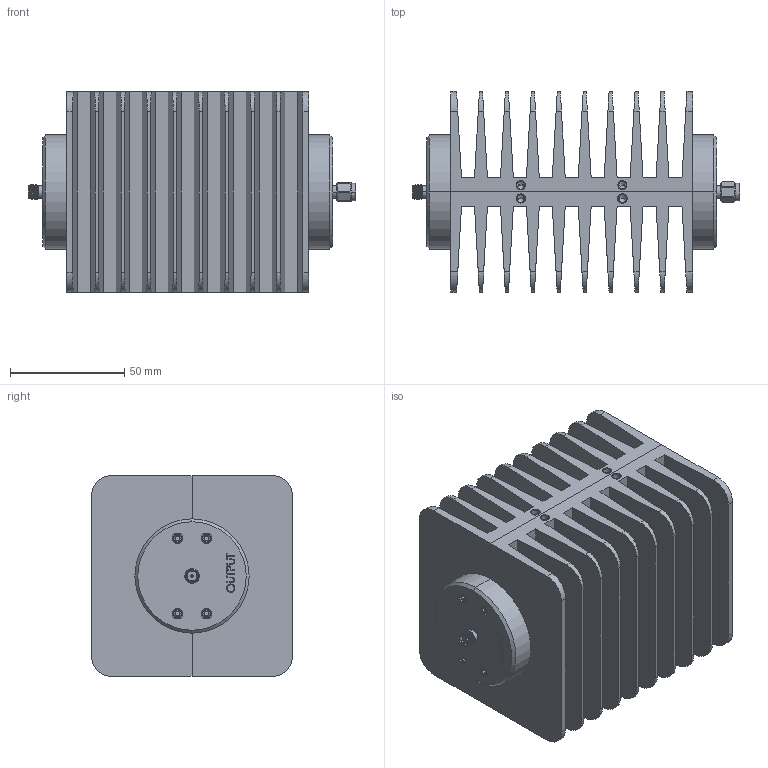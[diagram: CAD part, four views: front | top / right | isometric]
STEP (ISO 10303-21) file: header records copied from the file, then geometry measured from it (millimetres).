
FILE_DESCRIPTION (( 'STEP AP203' ), '1' );
FILE_NAME ('PE7022.step', '2018-12-24T18:36:59', ( '' ), ( '' ), 'SwSTEP 2.0', 'SolidWorks 2017', '' );
FILE_SCHEMA (( 'CONFIG_CONTROL_DESIGN' ));
Length unit declared in the file: inch
Products named in the file (1): PE7022
Bounding box: 143.51 x 87.88 x 87.88 mm (x, y, z)
Volume: 389890.4 mm3; surface area: 158527.7 mm2
Topology: 1 solids, 1 shells, 627 faces, 1520 edges, 951 vertices
Faces by surface type: plane 274, cylinder 175, cone 127, bspline 49, torus 2
Entity records: 23762 total; most frequent: CARTESIAN_POINT 9671, ORIENTED_EDGE 3008, DIRECTION 2723, EDGE_CURVE 1504, VERTEX_POINT 951, AXIS2_PLACEMENT_3D 938, LINE 847, VECTOR 847
